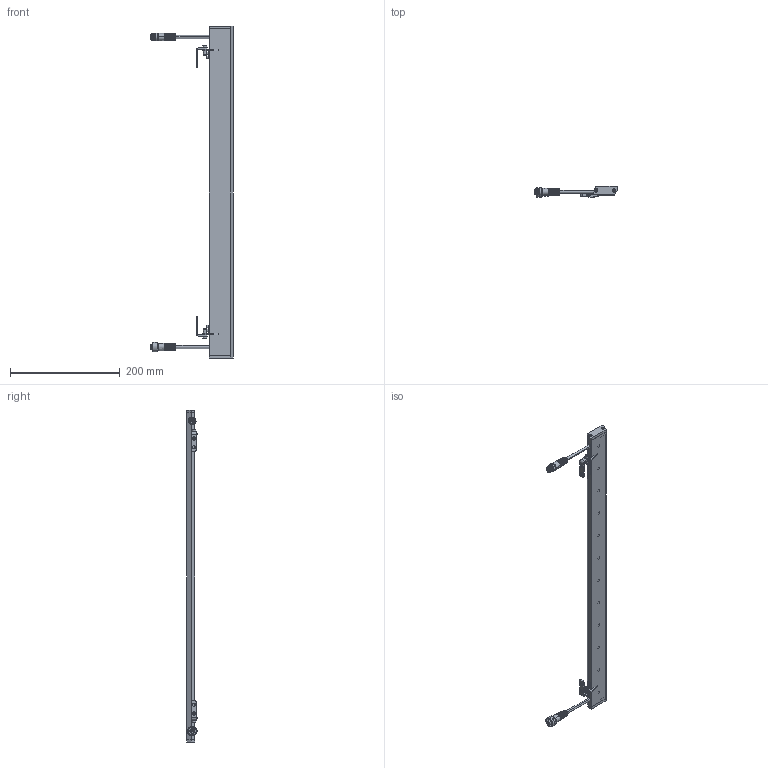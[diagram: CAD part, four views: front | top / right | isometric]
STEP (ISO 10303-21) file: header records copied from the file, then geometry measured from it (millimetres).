
FILE_DESCRIPTION (( 'STEP AP214' ), '1' );
FILE_NAME ('600.STEP', '2024-04-18T09:09:48', ( '' ), ( '' ), 'SwSTEP 2.0', 'SolidWorks 2021', '' );
FILE_SCHEMA (( 'AUTOMOTIVE_DESIGN' ));
Length unit declared in the file: millimetre
Products named in the file (21): 鎔艜 襞旂 11738-84_M3x6 DIN912; Ñòåêëî çàêàëåííîå 2ìì 35õ295ìì_600; Ñáîðêà ïëàòà ñî ñâåòîäèîäàìè ïîä çàëèâêó_600; Jack  Male - ãåðìåòè÷íûé ðàçúåì; 600; Jack Female  - ãåðìåòè÷íûé ðàçúåì; plain washer normal grade a_iso_Washer ISO 7089 - 4; PL135910R mech (123) ôèãóðíàÿ; Ñâåòîäèîä ïîä ôèãóðíóþ; ﾊ煇鳫 Pro line 2_300; ����� ���������� Pro line � ������ �������_�ࠢ��; Ñòåíêà Àðõèòåêòóðíûé àðõèòåêòîð óãëîâîé 5ìì; Ïðîôèëü Àðõèòåêòóðíûé àðõèòåêòîð óãëîâîé_600; 鎔艜 襞旂 11738-84_M4x12 DIN912; ����� ���������� Pro line_�ࠢ��; Ñòåíêà Àðõèòåêòóðíûé àðõèòåêòîð óãëîâîé 5ìì ïðàâàÿ; Ñáîðêà ëèíçà è ñâåòîäèîä ïîä çàëèâêó; ãàéêà-çàêëåïêà_M4; Êðîíøòåéí Pro line 2 — äðóãàÿ ñòîðîíà_300; Ïëàòà 35õ285ìì ïîä çàëèâêó_600; 鎔艜 襞旂 11738-84_M3x14 DIN912
Assembly tree (40 placements, depth 4):
  600
    Ïðîôèëü Àðõèòåêòóðíûé àðõèòåêòîð óãëîâîé_600
    Ñòåíêà Àðõèòåêòóðíûé àðõèòåêòîð óãëîâîé 5ìì
    Ñáîðêà ïëàòà ñî ñâåòîäèîäàìè ïîä çàëèâêó_600
      Ïëàòà 35õ285ìì ïîä çàëèâêó_600
      Ñáîðêà ëèíçà è ñâåòîäèîä ïîä çàëèâêó  x12
        PL135910R mech (123) ôèãóðíàÿ
        Ñâåòîäèîä ïîä ôèãóðíóþ
    Ñòåêëî çàêàëåííîå 2ìì 35õ295ìì_600
    Ñòåíêà Àðõèòåêòóðíûé àðõèòåêòîð óãëîâîé 5ìì ïðàâàÿ
    鎔艜 襞旂 11738-84_M3x14 DIN912  x4
    ﾊ煇鳫 Pro line 2_300
    ����� ���������� Pro line_�ࠢ��
    Êðîíøòåéí Pro line 2 — äðóãàÿ ñòîðîíà_300
    ����� ���������� Pro line � ������ �������_�ࠢ��
    鎔艜 襞旂 11738-84_M4x12 DIN912  x2
    ãàéêà-çàêëåïêà_M4  x2
    plain washer normal grade a_iso_Washer ISO 7089 - 4  x2
    鎔艜 襞旂 11738-84_M3x6 DIN912  x4
    Jack Female  - ãåðìåòè÷íûé ðàçúåì
    Jack  Male - ãåðìåòè÷íûé ðàçúåì
Bounding box: 149.55 x 19.85 x 605.1 mm (x, y, z)
Volume: 194725.9 mm3; surface area: 251624.2 mm2
Topology: 58 solids, 58 shells, 1347 faces, 2877 edges, 1765 vertices
Faces by surface type: plane 522, cylinder 367, torus 304, cone 154
Entity records: 28990 total; most frequent: DIRECTION 4583, CARTESIAN_POINT 4237, ORIENTED_EDGE 3666, AXIS2_PLACEMENT_3D 1927, EDGE_CURVE 1833, VERTEX_POINT 1121, CIRCLE 1054, EDGE_LOOP 954
